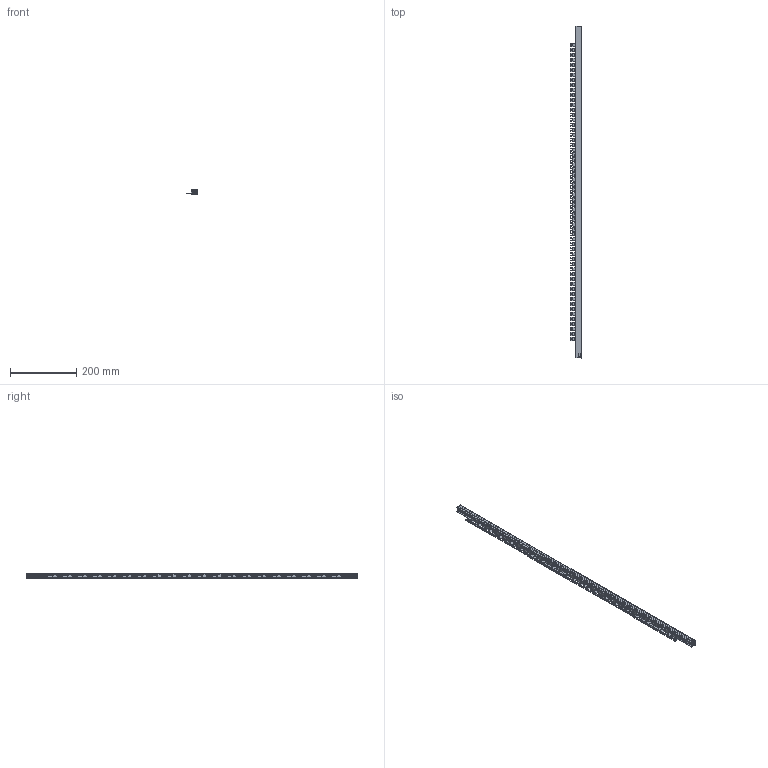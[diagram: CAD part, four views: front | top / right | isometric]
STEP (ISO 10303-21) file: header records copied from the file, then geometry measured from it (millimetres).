
FILE_DESCRIPTION((''),'2;1');
FILE_NAME('ASM0103_ASM','2021-05-07T',('marketing.praksa'),('Audax d.o.o.'),'CREO PARAMETRIC BY PTC INC, 2017480','CREO PARAMETRIC BY PTC INC, 2017480','');
FILE_SCHEMA(('AUTOMOTIVE_DESIGN { 1 0 10303 214 1 1 1 1 }'));
Products named in the file (8): PRT0146_1_1_1_2_3; PRT0147_1_1_1_2_3; PRT0145_1_1_1_2_3; BASE_V3_1_1_1_2_3_4; PRT0172_1_1_1_1_1_2_3_4; PRT0172_1_2_1_1_1_2_3_4; PRT0172_1_3_1_1_1_2_3_4; ASM0103_ASM
Assembly tree (7 placements, depth 2):
  ASM0103_ASM
    PRT0146_1_1_1_2_3
    PRT0147_1_1_1_2_3
    PRT0145_1_1_1_2_3
    BASE_V3_1_1_1_2_3_4
    PRT0172_1_1_1_1_1_2_3_4
    PRT0172_1_2_1_1_1_2_3_4
    PRT0172_1_3_1_1_1_2_3_4
Bounding box: 32.79 x 1000 x 16.49 mm (x, y, z)
Volume: 163808.2 mm3; surface area: 300477 mm2
Topology: 7 solids, 7 shells, 1651 faces, 5079 edges, 3445 vertices
Faces by surface type: plane 847, cylinder 690, torus 114
Entity records: 74261 total; most frequent: CARTESIAN_POINT 11860, ORIENTED_EDGE 10158, DIRECTION 9707, PRESENTATION_STYLE_ASSIGNMENT 5086, STYLED_ITEM 5086, CURVE_STYLE 5079, EDGE_CURVE 5079, VERTEX_POINT 3445
